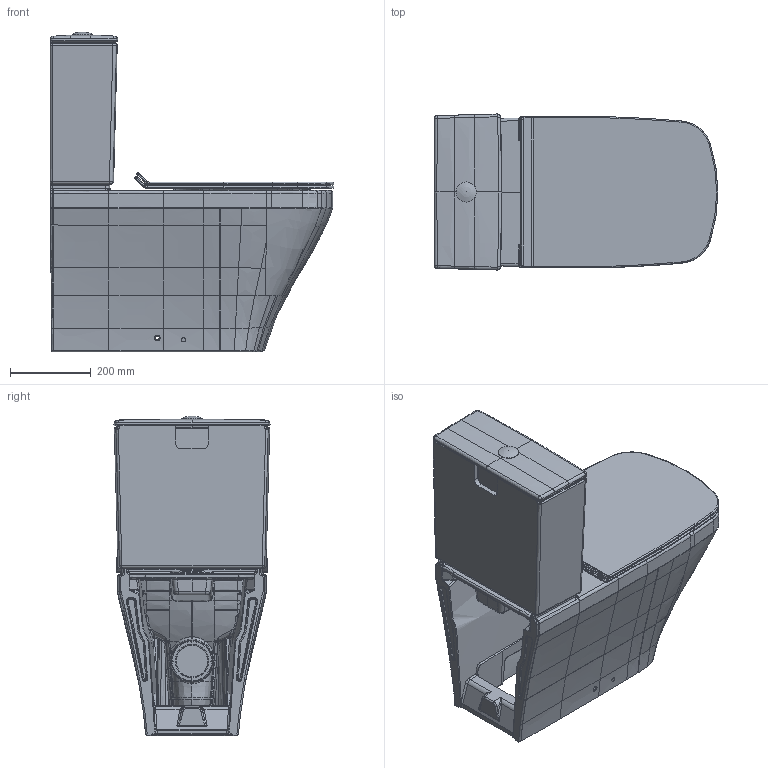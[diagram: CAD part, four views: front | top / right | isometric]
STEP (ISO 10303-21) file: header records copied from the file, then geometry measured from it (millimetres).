
FILE_DESCRIPTION((''),'2;1');
FILE_NAME('215609_1.stp','2013-05-29T14:08:13',('Administrator'),(''),'Autodesk Inventor 2011','Autodesk Inventor 2011','');
FILE_SCHEMA(('CONFIG_CONTROL_DESIGN'));
Length unit declared in the file: millimetre
Products named in the file (8): 215609_1; 215609; DuraStyle WC-Sitz lang; Deckel lang; Sitz lang; Gummipuffer; 093510; SPK Taster Durastyle
Assembly tree (12 placements, depth 3):
  215609_1
    215609
    DuraStyle WC-Sitz lang
      Deckel lang
      Sitz lang
      Gummipuffer  x6
    093510
    SPK Taster Durastyle
Bounding box: 703.85 x 387.03 x 792.49 mm (x, y, z)
Volume: 37979218.3 mm3; surface area: 3401850.5 mm2
Topology: 13 solids, 13 shells, 1978 faces, 4605 edges, 2631 vertices
Faces by surface type: bspline 1454, cylinder 267, plane 146, torus 83, sphere 18, cone 10
Full cylindrical faces by diameter (mm): 10 x4, 15 x4, 20 x2, 50 x1, 63 x1
Entity records: 248222 total; most frequent: CARTESIAN_POINT 210412, ORIENTED_EDGE 8986, DIRECTION 4631, EDGE_CURVE 4493, VERTEX_POINT 2585, B_SPLINE_CURVE_WITH_KNOTS 2290, EDGE_LOOP 1994, FACE_OUTER_BOUND 1948
